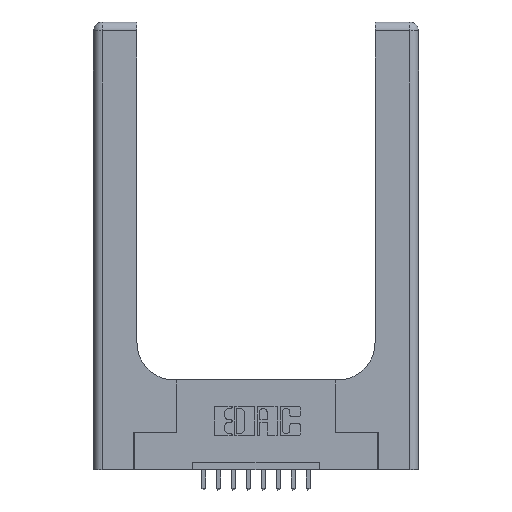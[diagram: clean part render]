
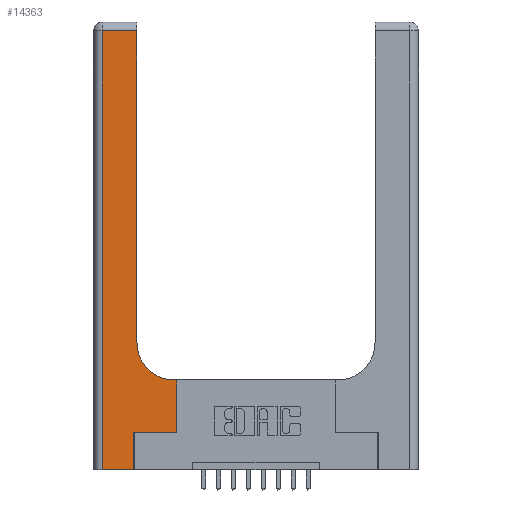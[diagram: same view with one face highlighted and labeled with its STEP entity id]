
A CAD part, top view. The second image highlights one B-rep face of the part: STEP entity #14363.
In plain terms, the highlighted planar face has unit normal (0, 0, 1).
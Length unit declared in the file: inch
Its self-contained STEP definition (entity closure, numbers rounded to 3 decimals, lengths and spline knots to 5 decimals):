
#183 = DIRECTION ( 'NONE',  ( -1., 0., 0. ) ) ;
#196 = EDGE_CURVE ( 'NONE', #11978, #8033, #11367, .T. ) ;
#205 = EDGE_CURVE ( 'NONE', #1645, #11978, #9250, .T. ) ;
#311 = VECTOR ( 'NONE', #378, 39.37008 ) ;
#378 = DIRECTION ( 'NONE',  ( 0., -1., 0. ) ) ;
#387 = EDGE_CURVE ( 'NONE', #8033, #6227, #855, .T. ) ;
#491 = CARTESIAN_POINT ( 'NONE',  ( 0.06, 2.94, 0.37 ) ) ;
#589 = CARTESIAN_POINT ( 'NONE',  ( 0.269, 0., 0.37 ) ) ;
#855 = LINE ( 'NONE', #12659, #5830 ) ;
#1044 = ORIENTED_EDGE ( 'NONE', *, *, #4967, .T. ) ;
#1645 = VERTEX_POINT ( 'NONE', #491 ) ;
#1799 = ORIENTED_EDGE ( 'NONE', *, *, #2497, .T. ) ;
#1817 = FACE_OUTER_BOUND ( 'NONE', #5174, .T. ) ;
#1859 = VECTOR ( 'NONE', #8813, 39.37008 ) ;
#1966 = CARTESIAN_POINT ( 'NONE',  ( 0., 3., 0.37 ) ) ;
#2497 = EDGE_CURVE ( 'NONE', #9487, #7819, #7126, .T. ) ;
#2624 = CARTESIAN_POINT ( 'NONE',  ( 0.2915, 3., 0.37 ) ) ;
#2950 = ORIENTED_EDGE ( 'NONE', *, *, #4129, .T. ) ;
#3358 = DIRECTION ( 'NONE',  ( 0., 0., -1. ) ) ;
#3599 = CARTESIAN_POINT ( 'NONE',  ( 0.5415, 0.85, 0.37 ) ) ;
#3765 = AXIS2_PLACEMENT_3D ( 'NONE', #3599, #14548, #7237 ) ;
#3881 = CARTESIAN_POINT ( 'NONE',  ( 0.06, 0., 0.37 ) ) ;
#3928 = ORIENTED_EDGE ( 'NONE', *, *, #6199, .T. ) ;
#4083 = VECTOR ( 'NONE', #13740, 39.37008 ) ;
#4126 = VECTOR ( 'NONE', #13618, 39.37008 ) ;
#4129 = EDGE_CURVE ( 'NONE', #4743, #7613, #11278, .T. ) ;
#4479 = AXIS2_PLACEMENT_3D ( 'NONE', #1966, #3358, #15368 ) ;
#4538 = LINE ( 'NONE', #6888, #7945 ) ;
#4743 = VERTEX_POINT ( 'NONE', #14809 ) ;
#4967 = EDGE_CURVE ( 'NONE', #7819, #4743, #9713, .T. ) ;
#5174 = EDGE_LOOP ( 'NONE', ( #3928, #10644, #10059, #7513, #11424, #9948, #1799, #1044, #2950 ) ) ;
#5347 = DIRECTION ( 'NONE',  ( 0., 1., 0. ) ) ;
#5555 = CARTESIAN_POINT ( 'NONE',  ( 0.5585, 0.6, 0.37 ) ) ;
#5830 = VECTOR ( 'NONE', #5347, 39.37008 ) ;
#6199 = EDGE_CURVE ( 'NONE', #7613, #11606, #15025, .T. ) ;
#6227 = VERTEX_POINT ( 'NONE', #8670 ) ;
#6850 = PLANE ( 'NONE',  #4479 ) ;
#6888 = CARTESIAN_POINT ( 'NONE',  ( 0.269, 0.25, 0.37 ) ) ;
#7126 = LINE ( 'NONE', #12612, #11320 ) ;
#7237 = DIRECTION ( 'NONE',  ( 1., 0., 0. ) ) ;
#7488 = CARTESIAN_POINT ( 'NONE',  ( 0.2915, 0.6, 0.37 ) ) ;
#7513 = ORIENTED_EDGE ( 'NONE', *, *, #196, .T. ) ;
#7613 = VERTEX_POINT ( 'NONE', #11657 ) ;
#7819 = VERTEX_POINT ( 'NONE', #5555 ) ;
#7945 = VECTOR ( 'NONE', #12927, 39.37008 ) ;
#8033 = VERTEX_POINT ( 'NONE', #589 ) ;
#8670 = CARTESIAN_POINT ( 'NONE',  ( 0.269, 0.25, 0.37 ) ) ;
#8711 = CARTESIAN_POINT ( 'NONE',  ( 0., 2.94, 0.37 ) ) ;
#8813 = DIRECTION ( 'NONE',  ( -1., 0., 0. ) ) ;
#9006 = CARTESIAN_POINT ( 'NONE',  ( 0.5585, 0.25, 0.37 ) ) ;
#9250 = LINE ( 'NONE', #12444, #311 ) ;
#9487 = VERTEX_POINT ( 'NONE', #9006 ) ;
#9713 = LINE ( 'NONE', #7488, #11260 ) ;
#9948 = ORIENTED_EDGE ( 'NONE', *, *, #13277, .T. ) ;
#10059 = ORIENTED_EDGE ( 'NONE', *, *, #205, .T. ) ;
#10644 = ORIENTED_EDGE ( 'NONE', *, *, #12532, .T. ) ;
#11260 = VECTOR ( 'NONE', #183, 39.37008 ) ;
#11278 = CIRCLE ( 'NONE', #3765, 0.25 ) ;
#11320 = VECTOR ( 'NONE', #13946, 39.37008 ) ;
#11367 = LINE ( 'NONE', #11422, #4083 ) ;
#11422 = CARTESIAN_POINT ( 'NONE',  ( 0., 0., 0.37 ) ) ;
#11424 = ORIENTED_EDGE ( 'NONE', *, *, #387, .T. ) ;
#11606 = VERTEX_POINT ( 'NONE', #14561 ) ;
#11657 = CARTESIAN_POINT ( 'NONE',  ( 0.2915, 0.85, 0.37 ) ) ;
#11978 = VERTEX_POINT ( 'NONE', #3881 ) ;
#12180 = LINE ( 'NONE', #8711, #1859 ) ;
#12444 = CARTESIAN_POINT ( 'NONE',  ( 0.06, 3., 0.37 ) ) ;
#12532 = EDGE_CURVE ( 'NONE', #11606, #1645, #12180, .T. ) ;
#12612 = CARTESIAN_POINT ( 'NONE',  ( 0.5585, 0.25, 0.37 ) ) ;
#12659 = CARTESIAN_POINT ( 'NONE',  ( 0.269, 0., 0.37 ) ) ;
#12927 = DIRECTION ( 'NONE',  ( 1., 0., 0. ) ) ;
#13277 = EDGE_CURVE ( 'NONE', #6227, #9487, #4538, .T. ) ;
#13618 = DIRECTION ( 'NONE',  ( 0., 1., 0. ) ) ;
#13740 = DIRECTION ( 'NONE',  ( 1., 0., 0. ) ) ;
#13946 = DIRECTION ( 'NONE',  ( 0., 1., 0. ) ) ;
#14363 = ADVANCED_FACE ( 'NONE', ( #1817 ), #6850, .F. ) ;
#14548 = DIRECTION ( 'NONE',  ( 0., 0., -1. ) ) ;
#14561 = CARTESIAN_POINT ( 'NONE',  ( 0.2915, 2.94, 0.37 ) ) ;
#14809 = CARTESIAN_POINT ( 'NONE',  ( 0.5415, 0.6, 0.37 ) ) ;
#15025 = LINE ( 'NONE', #2624, #4126 ) ;
#15368 = DIRECTION ( 'NONE',  ( -1., 0., 0. ) ) ;
